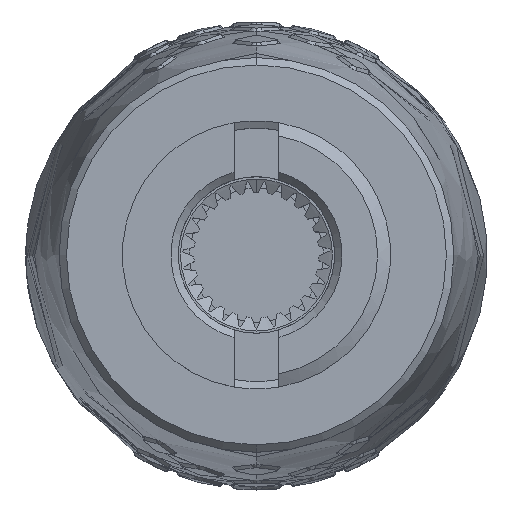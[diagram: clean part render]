
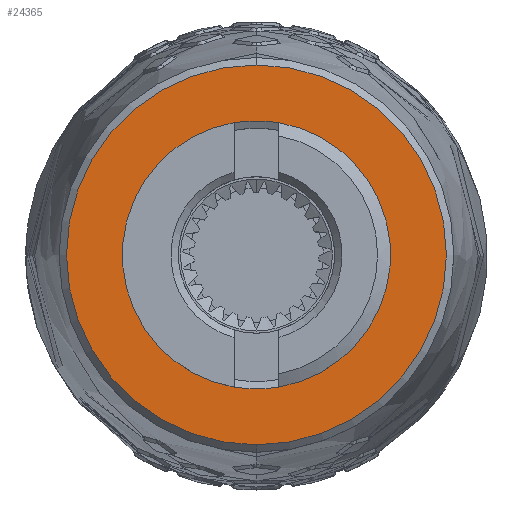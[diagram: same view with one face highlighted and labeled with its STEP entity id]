
A CAD part, top view. The second image highlights one B-rep face of the part: STEP entity #24365.
In plain terms, the highlighted planar face has unit normal (0, 0, 1).
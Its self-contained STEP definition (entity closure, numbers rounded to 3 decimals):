
#3879=CARTESIAN_POINT('',(0.,0.,109.));
#3880=DIRECTION('',(0.,0.,-1.));
#3881=DIRECTION('',(0.,1.,0.));
#3882=AXIS2_PLACEMENT_3D('',#3879,#3880,#3881);
#3884=CARTESIAN_POINT('',(0.,0.,109.));
#3885=DIRECTION('',(0.,0.,-1.));
#3886=DIRECTION('',(0.,-1.,0.));
#3887=AXIS2_PLACEMENT_3D('',#3884,#3885,#3886);
#3889=CARTESIAN_POINT('',(0.,0.,109.));
#3890=DIRECTION('',(0.,0.,1.));
#3891=DIRECTION('',(-0.167,0.986,0.));
#3892=AXIS2_PLACEMENT_3D('',#3889,#3890,#3891);
#3894=CARTESIAN_POINT('',(0.,0.,109.));
#3895=DIRECTION('',(0.,0.,1.));
#3896=DIRECTION('',(0.167,-0.986,0.));
#3897=AXIS2_PLACEMENT_3D('',#3894,#3895,#3896);
#3911=CARTESIAN_POINT('',(0.,0.,109.));
#3912=DIRECTION('',(0.,0.,-1.));
#3913=DIRECTION('',(-0.167,0.986,0.));
#3914=AXIS2_PLACEMENT_3D('',#3911,#3912,#3913);
#3971=CARTESIAN_POINT('',(0.,0.,109.));
#3972=DIRECTION('',(0.,0.,-1.));
#3973=DIRECTION('',(0.167,-0.986,0.));
#3974=AXIS2_PLACEMENT_3D('',#3971,#3972,#3973);
#19027=CARTESIAN_POINT('',(0.,-12.75,109.));
#19029=VERTEX_POINT('',#19027);
#19032=CARTESIAN_POINT('',(0.,12.75,109.));
#19033=VERTEX_POINT('',#19032);
#20471=CARTESIAN_POINT('',(1.5,-8.874,109.));
#20472=CARTESIAN_POINT('',(1.5,8.874,109.));
#20473=VERTEX_POINT('',#20471);
#20474=VERTEX_POINT('',#20472);
#20475=CARTESIAN_POINT('',(-1.5,8.874,109.));
#20476=CARTESIAN_POINT('',(-1.5,-8.874,109.));
#20477=VERTEX_POINT('',#20475);
#20478=VERTEX_POINT('',#20476);
#24345=CARTESIAN_POINT('',(0.,0.,109.));
#24346=DIRECTION('',(0.,0.,-1.));
#24347=DIRECTION('',(0.,-1.,0.));
#24348=AXIS2_PLACEMENT_3D('',#24345,#24346,#24347);
#24349=PLANE('',#24348);
#24350=ORIENTED_EDGE('',*,*,#24328,.T.);
#24352=ORIENTED_EDGE('',*,*,#24351,.T.);
#24353=EDGE_LOOP('',(#24350,#24352));
#24354=FACE_OUTER_BOUND('',#24353,.F.);
#24356=ORIENTED_EDGE('',*,*,#24355,.F.);
#24358=ORIENTED_EDGE('',*,*,#24357,.T.);
#24360=ORIENTED_EDGE('',*,*,#24359,.F.);
#24362=ORIENTED_EDGE('',*,*,#24361,.T.);
#24363=EDGE_LOOP('',(#24356,#24358,#24360,#24362));
#24364=FACE_BOUND('',#24363,.F.);
#24365=ADVANCED_FACE('',(#24354,#24364),#24349,.F.);
#3883=CIRCLE('',#3882,12.75);
#3888=CIRCLE('',#3887,12.75);
#3893=CIRCLE('',#3892,9.);
#3898=CIRCLE('',#3897,9.);
#3915=CIRCLE('',#3914,9.);
#3975=CIRCLE('',#3974,9.);
#24328=EDGE_CURVE('',#19033,#19029,#3883,.T.);
#24351=EDGE_CURVE('',#19029,#19033,#3888,.T.);
#24355=EDGE_CURVE('',#20477,#20474,#3915,.T.);
#24357=EDGE_CURVE('',#20477,#20478,#3893,.T.);
#24359=EDGE_CURVE('',#20473,#20478,#3975,.T.);
#24361=EDGE_CURVE('',#20473,#20474,#3898,.T.);
